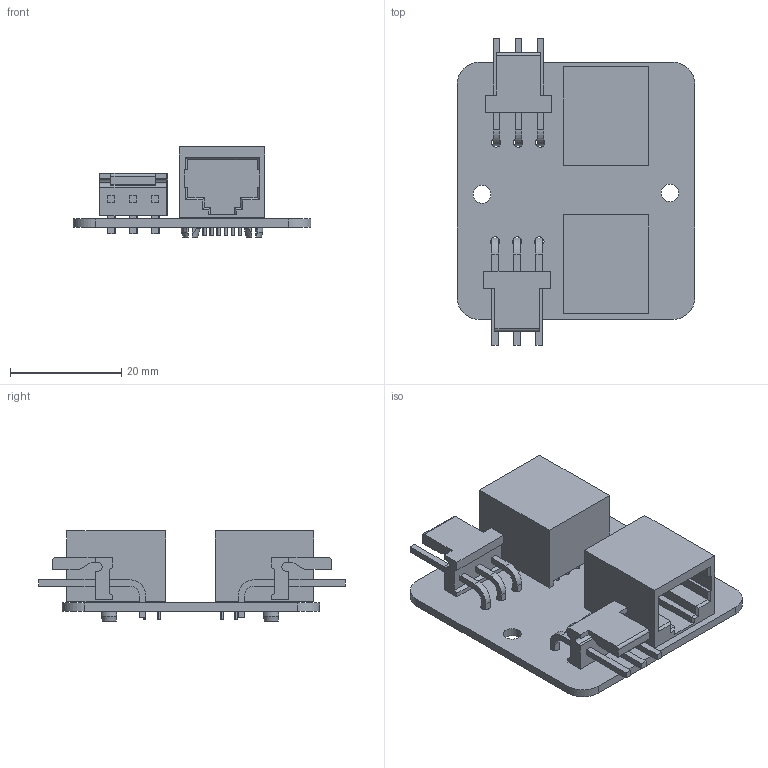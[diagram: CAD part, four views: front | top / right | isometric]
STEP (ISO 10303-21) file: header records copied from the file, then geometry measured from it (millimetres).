
FILE_DESCRIPTION(('KiCad electronic assembly'),'2;1');
FILE_NAME('Motor_Adapt_C.step','2025-04-05T00:59:42',('Pcbnew'),('Kicad' ),'Open CASCADE STEP processor 7.8','KiCad to STEP converter', 'Unknown');
FILE_SCHEMA(('AUTOMOTIVE_DESIGN { 1 0 10303 214 1 1 1 1 }'));
Length unit declared in the file: millimetre
Products named in the file (4): Motor_Adapt_C 1; 3-641210-3; 54602-908LF; Motor_quick_connect_PCB
Assembly tree (5 placements, depth 2):
  Motor_Adapt_C 1
    3-641210-3  x2
    54602-908LF  x2
    Motor_quick_connect_PCB
Bounding box: 42.75 x 55.15 x 16.2 mm (x, y, z)
Volume: 8029.6 mm3; surface area: 9963.2 mm2
Topology: 21 solids, 21 shells, 376 faces, 928 edges, 612 vertices
Faces by surface type: plane 268, cylinder 100, cone 8
Full cylindrical faces by diameter (mm): 0.762 x16, 1.7 x6, 3.2 x2, 3.302 x4
Entity records: 6447 total; most frequent: CARTESIAN_POINT 1137, DIRECTION 1064, ORIENTED_EDGE 1036, EDGE_CURVE 518, LINE 366, VECTOR 366, AXIS2_PLACEMENT_3D 349, VERTEX_POINT 342
